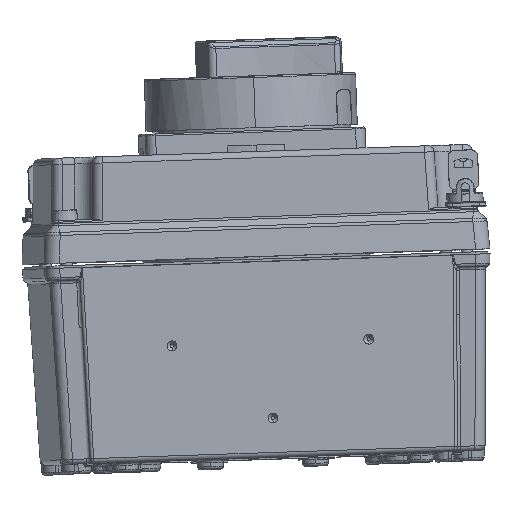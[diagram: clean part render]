
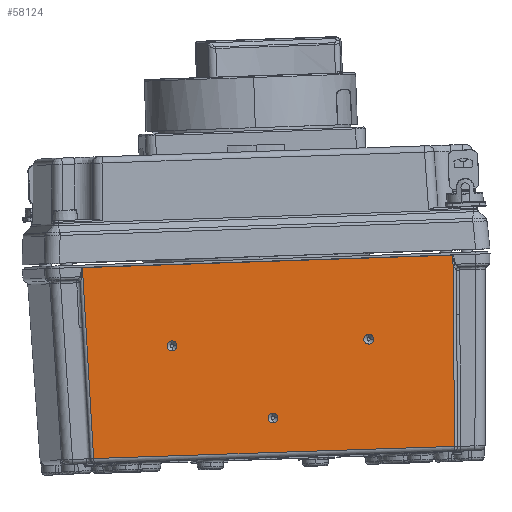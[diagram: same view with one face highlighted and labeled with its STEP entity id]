
A CAD part, top view. The second image highlights one B-rep face of the part: STEP entity #58124.
In plain terms, the highlighted face is planar.
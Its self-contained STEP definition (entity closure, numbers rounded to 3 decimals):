
#1964 = VERTEX_POINT ( 'NONE', #47819 ) ;
#3120 = DIRECTION ( 'NONE',  ( -0.999, 0.001, 0.035 ) ) ;
#5258 = EDGE_CURVE ( 'NONE', #26709, #112888, #112741, .T. ) ;
#5842 = VERTEX_POINT ( 'NONE', #19636 ) ;
#7806 = CARTESIAN_POINT ( 'NONE',  ( 60.857, 198.103, -68.365 ) ) ;
#8112 = CARTESIAN_POINT ( 'NONE',  ( 60.909, 198.155, -66.867 ) ) ;
#10109 = CARTESIAN_POINT ( 'NONE',  ( 91.693, 198.92, -44.941 ) ) ;
#12090 = VERTEX_POINT ( 'NONE', #135623 ) ;
#12713 = VERTEX_POINT ( 'NONE', #95349 ) ;
#12796 = DIRECTION ( 'NONE',  ( -0.999, 0.001, 0.035 ) ) ;
#13120 = PLANE ( 'NONE',  #140795 ) ;
#13361 = AXIS2_PLACEMENT_3D ( 'NONE', #8112, #131108, #144039 ) ;
#14122 = CARTESIAN_POINT ( 'NONE',  ( 5.539, 197.856, -75.434 ) ) ;
#19636 = CARTESIAN_POINT ( 'NONE',  ( 115.546, 197.722, -79.273 ) ) ;
#20114 = EDGE_CURVE ( 'NONE', #138875, #47247, #81138, .T. ) ;
#20248 = EDGE_CURVE ( 'NONE', #47247, #56877, #127891, .T. ) ;
#21483 = DIRECTION ( 'NONE',  ( 0., -0.999, 0.035 ) ) ;
#22435 = DIRECTION ( 'NONE',  ( 0., -0.999, 0.035 ) ) ;
#25422 = CARTESIAN_POINT ( 'NONE',  ( 59.41, 198.157, -66.814 ) ) ;
#26709 = VERTEX_POINT ( 'NONE', #100406 ) ;
#31692 = AXIS2_PLACEMENT_3D ( 'NONE', #82127, #105733, #69900 ) ;
#33082 = CARTESIAN_POINT ( 'NONE',  ( 31.73, 198.993, -42.848 ) ) ;
#34398 = CARTESIAN_POINT ( 'NONE',  ( 117.955, 197.667, -80.858 ) ) ;
#35158 = EDGE_CURVE ( 'NONE', #108478, #5842, #159827, .T. ) ;
#35191 = DIRECTION ( 'NONE',  ( 0.035, 0.035, 0.999 ) ) ;
#36080 = DIRECTION ( 'NONE',  ( -0.06, -0.035, -0.998 ) ) ;
#36260 = CARTESIAN_POINT ( 'NONE',  ( 31.782, 199.046, -41.35 ) ) ;
#37150 = VERTEX_POINT ( 'NONE', #131533 ) ;
#39033 = CARTESIAN_POINT ( 'NONE',  ( 60.909, 198.155, -66.867 ) ) ;
#39231 = EDGE_CURVE ( 'NONE', #56877, #138875, #147601, .T. ) ;
#40156 = CARTESIAN_POINT ( 'NONE',  ( 91.746, 198.973, -43.443 ) ) ;
#40554 = DIRECTION ( 'NONE',  ( -0.999, 0.001, 0.035 ) ) ;
#41496 = ORIENTED_EDGE ( 'NONE', *, *, #39231, .T. ) ;
#42552 = ORIENTED_EDGE ( 'NONE', *, *, #112170, .T. ) ;
#44000 = ORIENTED_EDGE ( 'NONE', *, *, #5258, .T. ) ;
#47085 = EDGE_CURVE ( 'NONE', #86440, #26709, #92107, .T. ) ;
#47247 = VERTEX_POINT ( 'NONE', #91030 ) ;
#47819 = CARTESIAN_POINT ( 'NONE',  ( 91.641, 198.868, -46.439 ) ) ;
#49306 = ORIENTED_EDGE ( 'NONE', *, *, #115643, .T. ) ;
#49668 = AXIS2_PLACEMENT_3D ( 'NONE', #151993, #117816, #40554 ) ;
#51825 = EDGE_CURVE ( 'NONE', #112888, #86440, #112263, .T. ) ;
#54230 = DIRECTION ( 'NONE',  ( 0.01, 0.035, 0.999 ) ) ;
#55829 = CARTESIAN_POINT ( 'NONE',  ( 5.539, 197.856, -75.434 ) ) ;
#56877 = VERTEX_POINT ( 'NONE', #25422 ) ;
#58124 = ADVANCED_FACE ( 'NONE', ( #61323, #59686, #146594, #85700 ), #13120, .T. ) ;
#58456 = VECTOR ( 'NONE', #63103, 1000. ) ;
#59095 = VECTOR ( 'NONE', #134238, 1000. ) ;
#59686 = FACE_BOUND ( 'NONE', #81298, .T. ) ;
#61323 = FACE_BOUND ( 'NONE', #134913, .T. ) ;
#63103 = DIRECTION ( 'NONE',  ( 0.999, -0.001, -0.035 ) ) ;
#63434 = EDGE_CURVE ( 'NONE', #37150, #12713, #73290, .T. ) ;
#63928 = EDGE_LOOP ( 'NONE', ( #117483, #49306, #80016, #42552 ) ) ;
#64285 = DIRECTION ( 'NONE',  ( -0.999, 0.001, 0.035 ) ) ;
#64542 = CIRCLE ( 'NONE', #85304, 1.5 ) ;
#66331 = EDGE_CURVE ( 'NONE', #12090, #1964, #85451, .T. ) ;
#68285 = VERTEX_POINT ( 'NONE', #40156 ) ;
#69900 = DIRECTION ( 'NONE',  ( -0.999, 0.001, 0.035 ) ) ;
#70457 = DIRECTION ( 'NONE',  ( -0.999, 0.001, 0.035 ) ) ;
#71255 = CARTESIAN_POINT ( 'NONE',  ( 60.909, 198.155, -66.867 ) ) ;
#72058 = ORIENTED_EDGE ( 'NONE', *, *, #51825, .T. ) ;
#73192 = DIRECTION ( 'NONE',  ( 0., -0.999, 0.035 ) ) ;
#73290 = LINE ( 'NONE', #122898, #59095 ) ;
#80016 = ORIENTED_EDGE ( 'NONE', *, *, #63434, .F. ) ;
#81138 = CIRCLE ( 'NONE', #13361, 1.5 ) ;
#81298 = EDGE_LOOP ( 'NONE', ( #103898, #136770, #41496 ) ) ;
#82127 = CARTESIAN_POINT ( 'NONE',  ( 31.73, 198.993, -42.848 ) ) ;
#84115 = DIRECTION ( 'NONE',  ( 0., 0.999, -0.035 ) ) ;
#85304 = AXIS2_PLACEMENT_3D ( 'NONE', #10109, #133078, #105538 ) ;
#85451 = CIRCLE ( 'NONE', #106232, 1.5 ) ;
#85700 = FACE_OUTER_BOUND ( 'NONE', #63928, .T. ) ;
#86440 = VERTEX_POINT ( 'NONE', #36260 ) ;
#87648 = LINE ( 'NONE', #55829, #131911 ) ;
#91030 = CARTESIAN_POINT ( 'NONE',  ( 60.961, 198.207, -65.369 ) ) ;
#92107 = CIRCLE ( 'NONE', #97298, 1.5 ) ;
#93517 = ORIENTED_EDGE ( 'NONE', *, *, #130152, .T. ) ;
#94688 = AXIS2_PLACEMENT_3D ( 'NONE', #33082, #22435, #133159 ) ;
#95253 = EDGE_LOOP ( 'NONE', ( #72058, #150112, #44000 ) ) ;
#95349 = CARTESIAN_POINT ( 'NONE',  ( 6.114, 199.887, -17.237 ) ) ;
#97298 = AXIS2_PLACEMENT_3D ( 'NONE', #160893, #73192, #12796 ) ;
#99032 = CIRCLE ( 'NONE', #49668, 1.5 ) ;
#100406 = CARTESIAN_POINT ( 'NONE',  ( 30.231, 198.995, -42.796 ) ) ;
#102034 = CARTESIAN_POINT ( 'NONE',  ( 5.539, 197.856, -75.434 ) ) ;
#103898 = ORIENTED_EDGE ( 'NONE', *, *, #20114, .T. ) ;
#105104 = EDGE_CURVE ( 'NONE', #1964, #68285, #64542, .T. ) ;
#105538 = DIRECTION ( 'NONE',  ( -0.999, 0.001, 0.035 ) ) ;
#105733 = DIRECTION ( 'NONE',  ( 0., -0.999, 0.035 ) ) ;
#106232 = AXIS2_PLACEMENT_3D ( 'NONE', #130075, #128453, #64285 ) ;
#108478 = VERTEX_POINT ( 'NONE', #102034 ) ;
#112170 = EDGE_CURVE ( 'NONE', #37150, #5842, #136136, .T. ) ;
#112263 = CIRCLE ( 'NONE', #31692, 1.5 ) ;
#112741 = CIRCLE ( 'NONE', #94688, 1.5 ) ;
#112888 = VERTEX_POINT ( 'NONE', #120058 ) ;
#115518 = DIRECTION ( 'NONE',  ( 0., -0.999, 0.035 ) ) ;
#115643 = EDGE_CURVE ( 'NONE', #108478, #12713, #87648, .T. ) ;
#117483 = ORIENTED_EDGE ( 'NONE', *, *, #35158, .F. ) ;
#117816 = DIRECTION ( 'NONE',  ( 0., -0.999, 0.035 ) ) ;
#118479 = ORIENTED_EDGE ( 'NONE', *, *, #66331, .T. ) ;
#120058 = CARTESIAN_POINT ( 'NONE',  ( 31.678, 198.941, -44.346 ) ) ;
#120272 = ORIENTED_EDGE ( 'NONE', *, *, #105104, .T. ) ;
#122898 = CARTESIAN_POINT ( 'NONE',  ( 119.035, 199.75, -21.178 ) ) ;
#127891 = CIRCLE ( 'NONE', #140831, 1.5 ) ;
#128453 = DIRECTION ( 'NONE',  ( 0., -0.999, 0.035 ) ) ;
#130075 = CARTESIAN_POINT ( 'NONE',  ( 91.693, 198.92, -44.941 ) ) ;
#130152 = EDGE_CURVE ( 'NONE', #68285, #12090, #99032, .T. ) ;
#131108 = DIRECTION ( 'NONE',  ( 0., -0.999, 0.035 ) ) ;
#131533 = CARTESIAN_POINT ( 'NONE',  ( 119.035, 199.75, -21.178 ) ) ;
#131911 = VECTOR ( 'NONE', #54230, 1000. ) ;
#133078 = DIRECTION ( 'NONE',  ( 0., -0.999, 0.035 ) ) ;
#133159 = DIRECTION ( 'NONE',  ( -0.999, 0.001, 0.035 ) ) ;
#134238 = DIRECTION ( 'NONE',  ( -0.999, 0.001, 0.035 ) ) ;
#134913 = EDGE_LOOP ( 'NONE', ( #120272, #93517, #118479 ) ) ;
#135623 = CARTESIAN_POINT ( 'NONE',  ( 90.195, 198.922, -44.889 ) ) ;
#136136 = LINE ( 'NONE', #145911, #138507 ) ;
#136770 = ORIENTED_EDGE ( 'NONE', *, *, #20248, .T. ) ;
#138507 = VECTOR ( 'NONE', #36080, 1000. ) ;
#138875 = VERTEX_POINT ( 'NONE', #7806 ) ;
#140795 = AXIS2_PLACEMENT_3D ( 'NONE', #34398, #84115, #35191 ) ;
#140831 = AXIS2_PLACEMENT_3D ( 'NONE', #39033, #115518, #3120 ) ;
#144039 = DIRECTION ( 'NONE',  ( -0.999, 0.001, 0.035 ) ) ;
#145911 = CARTESIAN_POINT ( 'NONE',  ( 119.035, 199.75, -21.178 ) ) ;
#146594 = FACE_BOUND ( 'NONE', #95253, .T. ) ;
#147601 = CIRCLE ( 'NONE', #150218, 1.5 ) ;
#150112 = ORIENTED_EDGE ( 'NONE', *, *, #47085, .T. ) ;
#150218 = AXIS2_PLACEMENT_3D ( 'NONE', #71255, #21483, #70457 ) ;
#151993 = CARTESIAN_POINT ( 'NONE',  ( 91.693, 198.92, -44.941 ) ) ;
#159827 = LINE ( 'NONE', #14122, #58456 ) ;
#160893 = CARTESIAN_POINT ( 'NONE',  ( 31.73, 198.993, -42.848 ) ) ;
